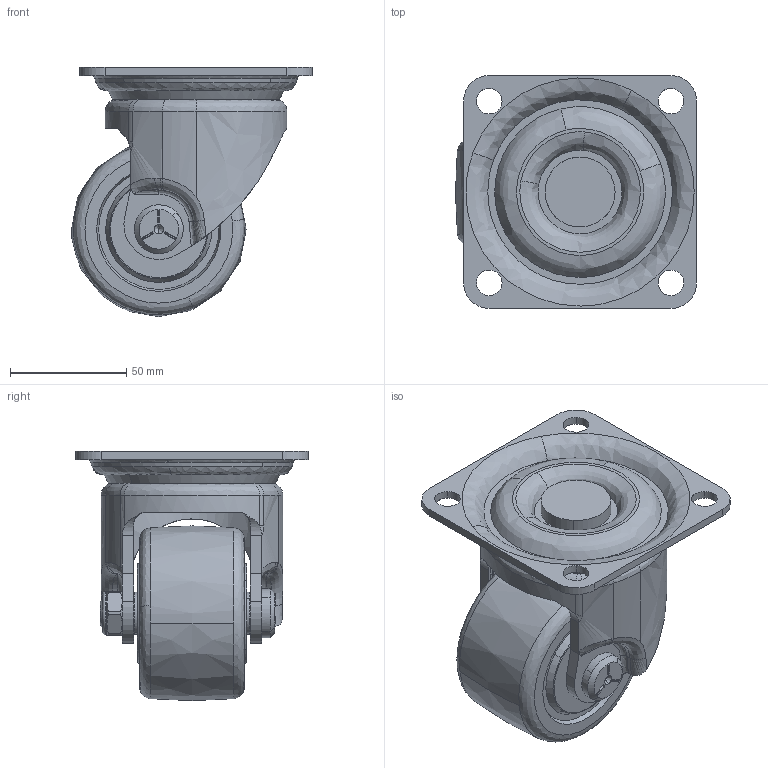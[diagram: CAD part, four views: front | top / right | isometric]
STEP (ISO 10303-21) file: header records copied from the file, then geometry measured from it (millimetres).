
FILE_DESCRIPTION((''),'2;1');
FILE_NAME('','2006-11-09T14:29:30',(''),(''),'','CADfix','');
FILE_SCHEMA(('AUTOMOTIVE_DESIGN'));
Length unit declared in the file: millimetre
Products named in the file (8): wheel; seal; nut; mounting plate; main shaft; body; axle; TCA_54NW_NRB75_24587_36
Assembly tree (7 placements, depth 2):
  TCA_54NW_NRB75_24587_36
    wheel
    seal
    nut
    mounting plate
    main shaft
    body
    axle
Bounding box: 103.5 x 100 x 107 mm (x, y, z)
Volume: 341613.3 mm3; surface area: 88199.4 mm2
Topology: 7 solids, 7 shells, 283 faces, 937 edges, 680 vertices
Faces by surface type: bspline 283
Entity records: 18506 total; most frequent: CARTESIAN_POINT 12858, ORIENTED_EDGE 1868, EDGE_CURVE 934, B_SPLINE_CURVE_WITH_KNOTS 703, VERTEX_POINT 680, EDGE_LOOP 320, FACE_OUTER_BOUND 283, ADVANCED_FACE 283
